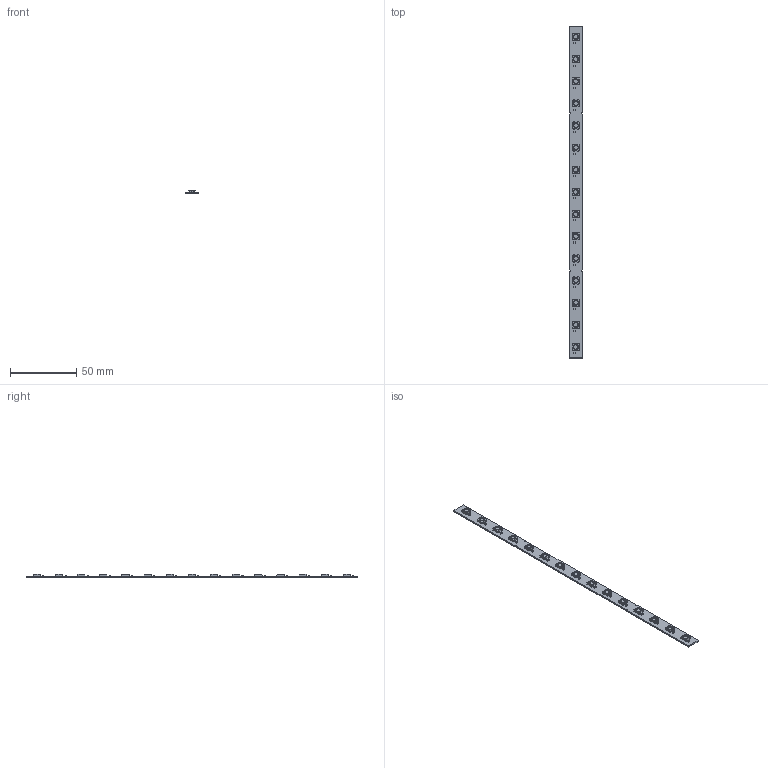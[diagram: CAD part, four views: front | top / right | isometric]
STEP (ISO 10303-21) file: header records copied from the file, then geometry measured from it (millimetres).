
FILE_DESCRIPTION(('KiCad electronic assembly'),'2;1');
FILE_NAME('GlowLEDsPCB.step','2022-04-23T10:57:42',('Pcbnew'),('Kicad'), 'Open CASCADE STEP processor 7.6','KiCad to STEP converter','Unknown' );
FILE_SCHEMA(('AUTOMOTIVE_DESIGN { 1 0 10303 214 1 1 1 1 }'));
Length unit declared in the file: millimetre
Products named in the file (6): GlowLEDsPCB 1; C_0603_1608Metric; SOLID; LED_WS2812B_PLCC4_5.0x5.0mm_P3.2mm; GlowLEDsPCB PCB
Assembly tree (33 placements, depth 3):
  GlowLEDsPCB 1
    C_0603_1608Metric  x15
      SOLID
    LED_WS2812B_PLCC4_5.0x5.0mm_P3.2mm  x15
      SOLID
    GlowLEDsPCB PCB
Bounding box: 10 x 250 x 2.74 mm (x, y, z)
Volume: 3248.4 mm3; surface area: 7026.5 mm2
Topology: 31 solids, 31 shells, 1456 faces, 4137 edges, 2728 vertices
Faces by surface type: bspline 1440, plane 10, cylinder 6
Entity records: 8099 total; most frequent: CARTESIAN_POINT 2878, B_SPLINE_CURVE_WITH_KNOTS 713, ORIENTED_EDGE 630, PCURVE 630, DEFINITIONAL_REPRESENTATION 630, EDGE_CURVE 315, SURFACE_CURVE 313, DIRECTION 210
